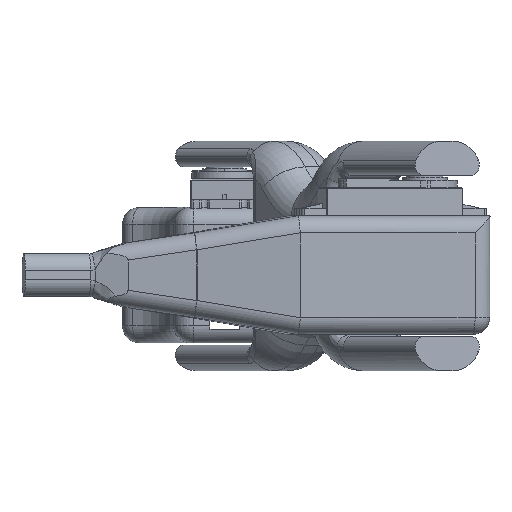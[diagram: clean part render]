
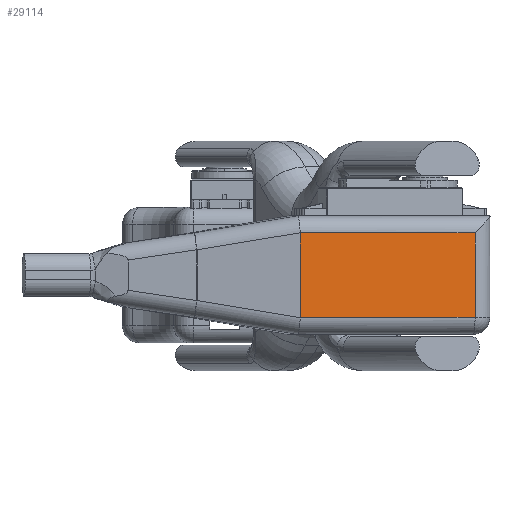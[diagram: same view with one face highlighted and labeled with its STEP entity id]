
A CAD part, left-side view. The second image highlights one B-rep face of the part: STEP entity #29114.
In plain terms, the highlighted face is planar.
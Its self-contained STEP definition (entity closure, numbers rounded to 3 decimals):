
#1228 = CARTESIAN_POINT ( 'NONE',  ( -23.36, 15.11, 45. ) ) ;
#3237 = DIRECTION ( 'NONE',  ( 0., 0., 1. ) ) ;
#3333 = VECTOR ( 'NONE', #25212, 1000. ) ;
#3616 = EDGE_CURVE ( 'NONE', #4754, #4055, #25796, .T. ) ;
#4055 = VERTEX_POINT ( 'NONE', #21088 ) ;
#4099 = CARTESIAN_POINT ( 'NONE',  ( 0., 15.11, 20.18 ) ) ;
#4165 = CARTESIAN_POINT ( 'NONE',  ( -23.36, 15.11, 20.18 ) ) ;
#4754 = VERTEX_POINT ( 'NONE', #12628 ) ;
#4860 = LINE ( 'NONE', #14168, #22624 ) ;
#4900 = CARTESIAN_POINT ( 'NONE',  ( 28.36, 15.11, 0. ) ) ;
#5784 = DIRECTION ( 'NONE',  ( 0., 0., 1. ) ) ;
#6084 = CARTESIAN_POINT ( 'NONE',  ( 0., 15.11, 0. ) ) ;
#9154 = ORIENTED_EDGE ( 'NONE', *, *, #3616, .F. ) ;
#9249 = VERTEX_POINT ( 'NONE', #4165 ) ;
#9992 = PLANE ( 'NONE',  #18567 ) ;
#10313 = LINE ( 'NONE', #26256, #17907 ) ;
#10390 = VERTEX_POINT ( 'NONE', #1228 ) ;
#10873 = ORIENTED_EDGE ( 'NONE', *, *, #18473, .T. ) ;
#12369 = EDGE_CURVE ( 'NONE', #4754, #9249, #27423, .T. ) ;
#12628 = CARTESIAN_POINT ( 'NONE',  ( 28.36, 15.11, 20.18 ) ) ;
#13733 = DIRECTION ( 'NONE',  ( 1., 0., 0. ) ) ;
#14168 = CARTESIAN_POINT ( 'NONE',  ( 0., 15.11, 45. ) ) ;
#14642 = FACE_OUTER_BOUND ( 'NONE', #15224, .T. ) ;
#15224 = EDGE_LOOP ( 'NONE', ( #16390, #10873, #26849, #9154 ) ) ;
#16205 = EDGE_CURVE ( 'NONE', #10390, #4055, #4860, .T. ) ;
#16390 = ORIENTED_EDGE ( 'NONE', *, *, #12369, .T. ) ;
#17198 = DIRECTION ( 'NONE',  ( 0., 1., 0. ) ) ;
#17907 = VECTOR ( 'NONE', #3237, 1000. ) ;
#18473 = EDGE_CURVE ( 'NONE', #9249, #10390, #10313, .T. ) ;
#18567 = AXIS2_PLACEMENT_3D ( 'NONE', #6084, #17198, #5784 ) ;
#20332 = DIRECTION ( 'NONE',  ( -1., 0., 0. ) ) ;
#21088 = CARTESIAN_POINT ( 'NONE',  ( 28.36, 15.11, 45. ) ) ;
#22624 = VECTOR ( 'NONE', #13733, 1000. ) ;
#25212 = DIRECTION ( 'NONE',  ( 0., 0., 1. ) ) ;
#25404 = VECTOR ( 'NONE', #20332, 1000. ) ;
#25796 = LINE ( 'NONE', #4900, #3333 ) ;
#26256 = CARTESIAN_POINT ( 'NONE',  ( -23.36, 15.11, 0. ) ) ;
#26849 = ORIENTED_EDGE ( 'NONE', *, *, #16205, .T. ) ;
#27423 = LINE ( 'NONE', #4099, #25404 ) ;
#29114 = ADVANCED_FACE ( 'NONE', ( #14642 ), #9992, .T. ) ;
